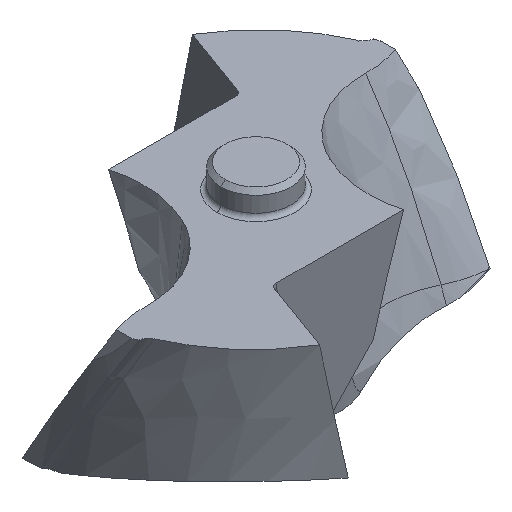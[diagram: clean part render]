
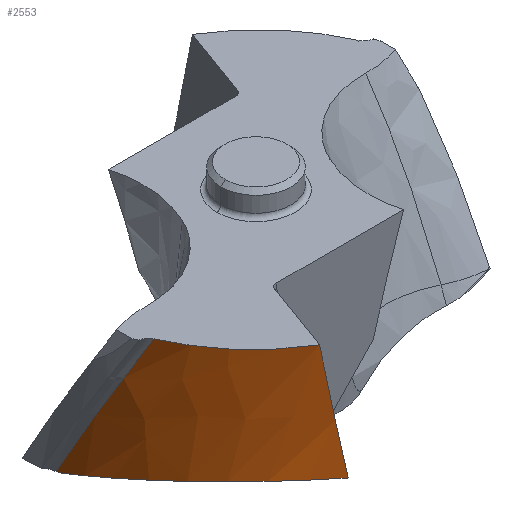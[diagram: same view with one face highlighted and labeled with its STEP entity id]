
A CAD part, isometric view. The second image highlights one B-rep face of the part: STEP entity #2553.
In plain terms, the highlighted free-form (B-spline) face has degree [3, 3] with [7, 5] control points.
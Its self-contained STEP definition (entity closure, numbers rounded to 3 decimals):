
#158=CARTESIAN_POINT('',(-3.628,-5.875,
0.));
#159=CARTESIAN_POINT('',(-4.138,-5.57,
0.));
#160=CARTESIAN_POINT('',(-5.248,-4.693,
0.));
#161=CARTESIAN_POINT('',(-6.045,-3.511,
0.));
#162=CARTESIAN_POINT('',(-6.371,-2.771,
0.));
#761=CARTESIAN_POINT('',(-6.949,0.119,
-5.21));
#780=CARTESIAN_POINT('',(-2.954,-6.211,
-4.243));
#781=CARTESIAN_POINT('',(-3.145,-6.123,
-4.208));
#782=CARTESIAN_POINT('',(-3.511,-5.932,
-4.148));
#783=CARTESIAN_POINT('',(-4.007,-5.619,
-4.089));
#784=CARTESIAN_POINT('',(-4.485,-5.257,
-4.055));
#785=CARTESIAN_POINT('',(-4.921,-4.865,
-4.049));
#786=CARTESIAN_POINT('',(-5.327,-4.431,
-4.069));
#787=CARTESIAN_POINT('',(-5.699,-3.954,
-4.118));
#788=CARTESIAN_POINT('',(-6.017,-3.464,
-4.192));
#789=CARTESIAN_POINT('',(-6.293,-2.95,
-4.291));
#790=CARTESIAN_POINT('',(-6.532,-2.386,
-4.422));
#791=CARTESIAN_POINT('',(-6.71,-1.84,
-4.569));
#792=CARTESIAN_POINT('',(-6.852,-1.216,
-4.759));
#793=CARTESIAN_POINT('',(-6.929,-0.645,
-4.952));
#794=CARTESIAN_POINT('',(-6.951,-0.218,
-5.109));
#795=CARTESIAN_POINT('',(-6.95,0.,
-5.194));
#797=CARTESIAN_POINT('',(-6.95,0.,
-5.194));
#798=CARTESIAN_POINT('',(-6.95,0.013,
-5.196));
#799=CARTESIAN_POINT('',(-6.95,0.04,
-5.199));
#800=CARTESIAN_POINT('',(-6.95,0.079,
-5.204));
#801=CARTESIAN_POINT('',(-6.95,0.105,
-5.208));
#802=CARTESIAN_POINT('',(-6.949,0.119,
-5.21));
#804=CARTESIAN_POINT('',(-6.949,0.119,
-5.21));
#805=CARTESIAN_POINT('',(-6.962,-0.445,
-4.189));
#806=CARTESIAN_POINT('',(-6.858,-1.425,
-2.452));
#807=CARTESIAN_POINT('',(-6.538,-2.385,
-0.715));
#808=CARTESIAN_POINT('',(-6.371,-2.771,
0.));
#810=CARTESIAN_POINT('',(-3.628,-5.875,
0.));
#811=CARTESIAN_POINT('',(-3.574,-5.893,
-0.322));
#812=CARTESIAN_POINT('',(-3.472,-5.927,
-0.931));
#813=CARTESIAN_POINT('',(-3.339,-5.978,
-1.74));
#814=CARTESIAN_POINT('',(-3.225,-6.03,
-2.449));
#815=CARTESIAN_POINT('',(-3.125,-6.086,
-3.089));
#816=CARTESIAN_POINT('',(-3.036,-6.146,
-3.683));
#817=CARTESIAN_POINT('',(-2.981,-6.189,
-4.06));
#818=CARTESIAN_POINT('',(-2.954,-6.211,
-4.243));
#971=CARTESIAN_POINT('',(-3.628,-5.875,
0.));
#972=VERTEX_POINT('',#971);
#973=VERTEX_POINT('',#162);
#1004=CARTESIAN_POINT('',(-6.95,0.,
-5.194));
#1005=VERTEX_POINT('',#1004);
#1006=VERTEX_POINT('',#780);
#1021=VERTEX_POINT('',#761);
#2509=CARTESIAN_POINT('',(-3.256,-6.135,
-5.262));
#2510=CARTESIAN_POINT('',(-2.836,-6.27,
-4.223));
#2511=CARTESIAN_POINT('',(-1.99,-6.522,
-2.453));
#2512=CARTESIAN_POINT('',(-0.919,-6.753,
-0.682));
#2513=CARTESIAN_POINT('',(-0.439,-6.839,
0.05));
#2514=CARTESIAN_POINT('',(-3.335,-6.093,
-5.262));
#2515=CARTESIAN_POINT('',(-2.917,-6.235,
-4.223));
#2516=CARTESIAN_POINT('',(-2.073,-6.5,
-2.453));
#2517=CARTESIAN_POINT('',(-1.005,-6.744,
-0.682));
#2518=CARTESIAN_POINT('',(-0.527,-6.835,
0.05));
#2519=CARTESIAN_POINT('',(-4.133,-5.651,
-5.262));
#2520=CARTESIAN_POINT('',(-3.734,-5.868,
-4.223));
#2521=CARTESIAN_POINT('',(-2.923,-6.26,
-2.453));
#2522=CARTESIAN_POINT('',(-1.887,-6.632,
-0.682));
#2523=CARTESIAN_POINT('',(-1.422,-6.776,
0.05));
#2524=CARTESIAN_POINT('',(-5.477,-4.511,
-5.262));
#2525=CARTESIAN_POINT('',(-5.142,-4.864,
-4.223));
#2526=CARTESIAN_POINT('',(-4.441,-5.485,
-2.453));
#2527=CARTESIAN_POINT('',(-3.516,-6.087,
-0.682));
#2528=CARTESIAN_POINT('',(-3.096,-6.326,
0.05));
#2529=CARTESIAN_POINT('',(-6.718,-2.304,
-5.262));
#2530=CARTESIAN_POINT('',(-6.538,-2.805,
-4.223));
#2531=CARTESIAN_POINT('',(-6.099,-3.682,
-2.453));
#2532=CARTESIAN_POINT('',(-5.436,-4.538,
-0.682));
#2533=CARTESIAN_POINT('',(-5.126,-4.882,
0.05));
#2534=CARTESIAN_POINT('',(-6.974,-0.625,
-5.262));
#2535=CARTESIAN_POINT('',(-6.925,-1.184,
-4.223));
#2536=CARTESIAN_POINT('',(-6.712,-2.157,
-2.453));
#2537=CARTESIAN_POINT('',(-6.276,-3.111,
-0.682));
#2538=CARTESIAN_POINT('',(-6.058,-3.495,
0.05));
#2539=CARTESIAN_POINT('',(-6.947,0.223,
-5.262));
#2540=CARTESIAN_POINT('',(-6.968,-0.352,
-4.223));
#2541=CARTESIAN_POINT('',(-6.875,-1.353,
-2.453));
#2542=CARTESIAN_POINT('',(-6.557,-2.335,
-0.682));
#2543=CARTESIAN_POINT('',(-6.389,-2.73,
0.05));
#2544=B_SPLINE_SURFACE_WITH_KNOTS('',3,3,((#2509,#2510,#2511,#2512,#2513),
(#2514,#2515,#2516,#2517,#2518),(#2519,#2520,#2521,#2522,#2523),(#2524,#2525,
#2526,#2527,#2528),(#2529,#2530,#2531,#2532,#2533),(#2534,#2535,#2536,#2537,
#2538),(#2539,#2540,#2541,#2542,#2543)),.UNSPECIFIED.,.F.,.F.,.F.,(4,1,1,1,4),
(4,1,4),(0.223,0.25,0.5,0.75,1.008),(
0.067,3.665,6.199),.UNSPECIFIED.);
#2545=ORIENTED_EDGE('',*,*,#1716,.T.);
#2546=ORIENTED_EDGE('',*,*,#1760,.T.);
#2547=ORIENTED_EDGE('',*,*,#2497,.T.);
#2548=ORIENTED_EDGE('',*,*,#1311,.F.);
#2550=ORIENTED_EDGE('',*,*,#2549,.T.);
#2551=EDGE_LOOP('',(#2545,#2546,#2547,#2548,#2550));
#2552=FACE_OUTER_BOUND('',#2551,.F.);
#163=B_SPLINE_CURVE_WITH_KNOTS('',3,(#158,#159,#160,#161,#162),.UNSPECIFIED.,
.F.,.F.,(4,1,4),(0.,0.424,1.),.UNSPECIFIED.);
#796=B_SPLINE_CURVE_WITH_KNOTS('',3,(#780,#781,#782,#783,#784,#785,#786,#787,
#788,#789,#790,#791,#792,#793,#794,#795),.UNSPECIFIED.,.F.,.F.,(4,1,1,1,1,1,1,1,
1,1,1,1,1,4),(0.,0.077,0.154,0.231,
0.308,0.385,0.462,0.538,
0.615,0.692,0.769,0.846,
0.923,1.),.UNSPECIFIED.);
#803=B_SPLINE_CURVE_WITH_KNOTS('',3,(#797,#798,#799,#800,#801,#802),
.UNSPECIFIED.,.F.,.F.,(4,1,1,4),(0.,0.333,0.667,1.),
.UNSPECIFIED.);
#809=B_SPLINE_CURVE_WITH_KNOTS('',3,(#804,#805,#806,#807,#808),.UNSPECIFIED.,
.F.,.F.,(4,1,4),(0.,0.588,1.),.UNSPECIFIED.);
#819=B_SPLINE_CURVE_WITH_KNOTS('',3,(#810,#811,#812,#813,#814,#815,#816,#817,
#818),.UNSPECIFIED.,.F.,.F.,(4,1,1,1,1,1,4),(0.,0.167,
0.333,0.5,0.667,0.833,1.),
.UNSPECIFIED.);
#1311=EDGE_CURVE('',#972,#973,#163,.T.);
#1716=EDGE_CURVE('',#1006,#1005,#796,.T.);
#1760=EDGE_CURVE('',#1005,#1021,#803,.T.);
#2497=EDGE_CURVE('',#1021,#973,#809,.T.);
#2549=EDGE_CURVE('',#972,#1006,#819,.T.);
#2553=ADVANCED_FACE('',(#2552),#2544,.F.);
